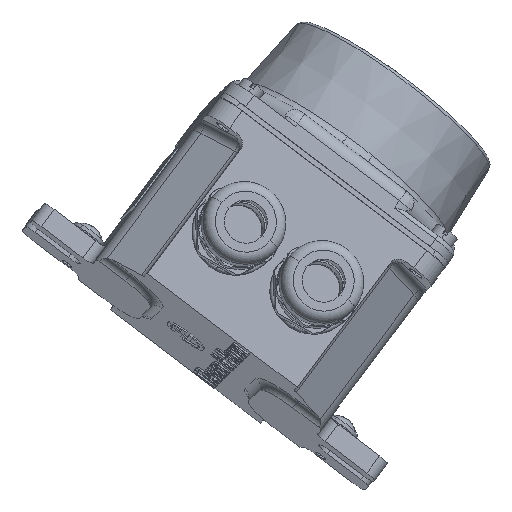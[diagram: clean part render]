
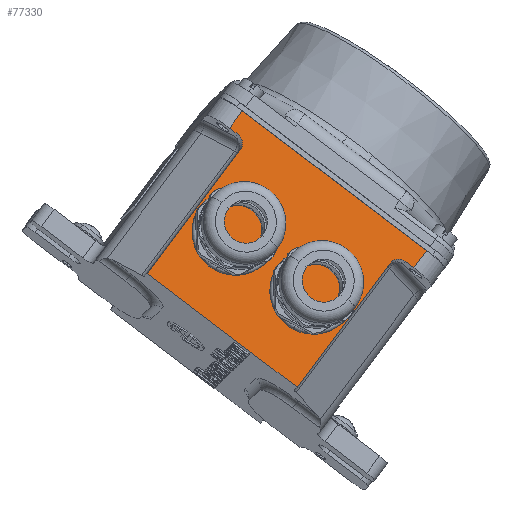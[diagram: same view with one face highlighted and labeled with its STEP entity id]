
A CAD part, isometric view. The second image highlights one B-rep face of the part: STEP entity #77330.
In plain terms, the highlighted face is planar.
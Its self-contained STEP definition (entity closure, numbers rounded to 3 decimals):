
#2092 = CARTESIAN_POINT ( 'NONE',  ( -26., 45.5, 42. ) ) ;
#4452 = DIRECTION ( 'NONE',  ( 0., -1., 0. ) ) ;
#5241 = CARTESIAN_POINT ( 'NONE',  ( -29., 45.5, 42. ) ) ;
#5654 = CARTESIAN_POINT ( 'NONE',  ( -29., 48.5, 42. ) ) ;
#5845 = CARTESIAN_POINT ( 'NONE',  ( 32., 54.5, 42. ) ) ;
#6743 = VERTEX_POINT ( 'NONE', #5845 ) ;
#7479 = DIRECTION ( 'NONE',  ( 0., 1., 0. ) ) ;
#8143 = VERTEX_POINT ( 'NONE', #54211 ) ;
#8206 = EDGE_CURVE ( 'NONE', #88024, #87115, #60507, .T. ) ;
#8695 = CARTESIAN_POINT ( 'NONE',  ( -32., 48.5, 42. ) ) ;
#11682 = ORIENTED_EDGE ( 'NONE', *, *, #86201, .T. ) ;
#11825 = DIRECTION ( 'NONE',  ( 0., -1., 0. ) ) ;
#11930 = DIRECTION ( 'NONE',  ( 0., 0., -1. ) ) ;
#12226 = DIRECTION ( 'NONE',  ( -1., 0., 0. ) ) ;
#12549 = EDGE_CURVE ( 'NONE', #86453, #6743, #54734, .T. ) ;
#13097 = VECTOR ( 'NONE', #11825, 1000. ) ;
#13751 = DIRECTION ( 'NONE',  ( 1., 0., 0. ) ) ;
#14993 = ORIENTED_EDGE ( 'NONE', *, *, #67177, .F. ) ;
#16711 = LINE ( 'NONE', #104952, #61608 ) ;
#18177 = CARTESIAN_POINT ( 'NONE',  ( 26., 2., 42. ) ) ;
#18391 = VECTOR ( 'NONE', #23630, 1000. ) ;
#19977 = LINE ( 'NONE', #44151, #62179 ) ;
#22051 = VERTEX_POINT ( 'NONE', #79046 ) ;
#22131 = EDGE_LOOP ( 'NONE', ( #14993, #102462, #88690, #24808, #90166, #51725, #29227, #11682, #50289, #72705 ) ) ;
#23630 = DIRECTION ( 'NONE',  ( -1., 0., 0. ) ) ;
#24808 = ORIENTED_EDGE ( 'NONE', *, *, #12549, .T. ) ;
#29227 = ORIENTED_EDGE ( 'NONE', *, *, #72576, .T. ) ;
#32456 = LINE ( 'NONE', #83520, #97113 ) ;
#32765 = EDGE_CURVE ( 'NONE', #6743, #22051, #40817, .T. ) ;
#34957 = VERTEX_POINT ( 'NONE', #18177 ) ;
#36955 = EDGE_CURVE ( 'NONE', #22051, #59567, #32456, .T. ) ;
#37901 = AXIS2_PLACEMENT_3D ( 'NONE', #62404, #11930, #70894 ) ;
#38131 = VECTOR ( 'NONE', #4452, 1000. ) ;
#39458 = CARTESIAN_POINT ( 'NONE',  ( 29., 48.5, 42. ) ) ;
#40817 = LINE ( 'NONE', #107725, #18391 ) ;
#41043 = CARTESIAN_POINT ( 'NONE',  ( 32., 54.5, 42. ) ) ;
#44151 = CARTESIAN_POINT ( 'NONE',  ( -39., 48.5, 42. ) ) ;
#46798 = VERTEX_POINT ( 'NONE', #39458 ) ;
#48302 = DIRECTION ( 'NONE',  ( 0., 0., 1. ) ) ;
#50289 = ORIENTED_EDGE ( 'NONE', *, *, #8206, .T. ) ;
#51652 = CARTESIAN_POINT ( 'NONE',  ( -26., 2., 42. ) ) ;
#51725 = ORIENTED_EDGE ( 'NONE', *, *, #36955, .T. ) ;
#52104 = VECTOR ( 'NONE', #7479, 1000. ) ;
#52610 = DIRECTION ( 'NONE',  ( 1., 0., 0. ) ) ;
#54211 = CARTESIAN_POINT ( 'NONE',  ( 26., 45.5, 42. ) ) ;
#54385 = DIRECTION ( 'NONE',  ( 1., 0., 0. ) ) ;
#54734 = LINE ( 'NONE', #41043, #52104 ) ;
#55839 = AXIS2_PLACEMENT_3D ( 'NONE', #89925, #48302, #107288 ) ;
#57242 = VECTOR ( 'NONE', #12226, 1000. ) ;
#59567 = VERTEX_POINT ( 'NONE', #8695 ) ;
#60507 = LINE ( 'NONE', #79982, #38131 ) ;
#61174 = CIRCLE ( 'NONE', #88738, 3. ) ;
#61608 = VECTOR ( 'NONE', #54385, 1000. ) ;
#61689 = EDGE_CURVE ( 'NONE', #34957, #87115, #82314, .T. ) ;
#62179 = VECTOR ( 'NONE', #52610, 1000. ) ;
#62404 = CARTESIAN_POINT ( 'NONE',  ( 29., 45.5, 42. ) ) ;
#64219 = DIRECTION ( 'NONE',  ( 0., 0., -1. ) ) ;
#65458 = FACE_OUTER_BOUND ( 'NONE', #22131, .T. ) ;
#67177 = EDGE_CURVE ( 'NONE', #8143, #34957, #80349, .T. ) ;
#70894 = DIRECTION ( 'NONE',  ( 1., 0., 0. ) ) ;
#71205 = CARTESIAN_POINT ( 'NONE',  ( 39., 2., 42. ) ) ;
#72576 = EDGE_CURVE ( 'NONE', #59567, #98816, #19977, .T. ) ;
#72705 = ORIENTED_EDGE ( 'NONE', *, *, #61689, .F. ) ;
#77330 = ADVANCED_FACE ( 'NONE', ( #65458 ), #81787, .T. ) ;
#79046 = CARTESIAN_POINT ( 'NONE',  ( -32., 54.5, 42. ) ) ;
#79256 = CARTESIAN_POINT ( 'NONE',  ( 26., 78.354, 42. ) ) ;
#79982 = CARTESIAN_POINT ( 'NONE',  ( -26., 78.354, 42. ) ) ;
#80349 = LINE ( 'NONE', #79256, #13097 ) ;
#81787 = PLANE ( 'NONE',  #55839 ) ;
#82314 = LINE ( 'NONE', #71205, #57242 ) ;
#83108 = CARTESIAN_POINT ( 'NONE',  ( 32., 48.5, 42. ) ) ;
#83520 = CARTESIAN_POINT ( 'NONE',  ( -32., 48.5, 42. ) ) ;
#86081 = EDGE_CURVE ( 'NONE', #8143, #46798, #94192, .T. ) ;
#86201 = EDGE_CURVE ( 'NONE', #98816, #88024, #61174, .T. ) ;
#86453 = VERTEX_POINT ( 'NONE', #83108 ) ;
#87115 = VERTEX_POINT ( 'NONE', #51652 ) ;
#88024 = VERTEX_POINT ( 'NONE', #2092 ) ;
#88690 = ORIENTED_EDGE ( 'NONE', *, *, #104867, .T. ) ;
#88738 = AXIS2_PLACEMENT_3D ( 'NONE', #5241, #64219, #13751 ) ;
#89925 = CARTESIAN_POINT ( 'NONE',  ( -39., 0., 42. ) ) ;
#90166 = ORIENTED_EDGE ( 'NONE', *, *, #32765, .T. ) ;
#92016 = DIRECTION ( 'NONE',  ( 0., -1., 0. ) ) ;
#94192 = CIRCLE ( 'NONE', #37901, 3. ) ;
#97113 = VECTOR ( 'NONE', #92016, 1000. ) ;
#98816 = VERTEX_POINT ( 'NONE', #5654 ) ;
#102462 = ORIENTED_EDGE ( 'NONE', *, *, #86081, .T. ) ;
#104867 = EDGE_CURVE ( 'NONE', #46798, #86453, #16711, .T. ) ;
#104952 = CARTESIAN_POINT ( 'NONE',  ( 39., 48.5, 42. ) ) ;
#107288 = DIRECTION ( 'NONE',  ( 1., 0., 0. ) ) ;
#107725 = CARTESIAN_POINT ( 'NONE',  ( -39., 54.5, 42. ) ) ;
